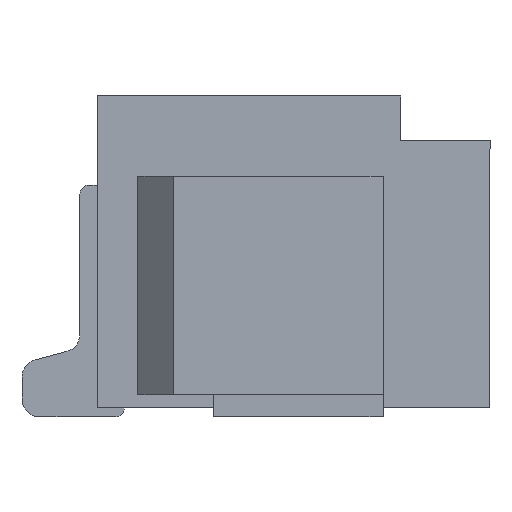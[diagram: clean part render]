
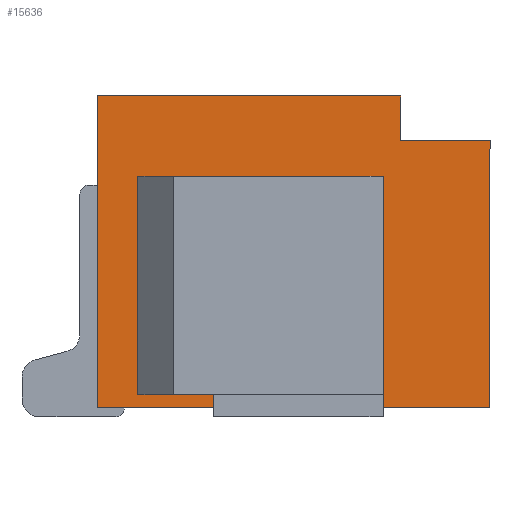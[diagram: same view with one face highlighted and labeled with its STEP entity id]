
A CAD part, left-side view. The second image highlights one B-rep face of the part: STEP entity #15636.
In plain terms, the highlighted planar face has unit normal (-1, 0, 0).
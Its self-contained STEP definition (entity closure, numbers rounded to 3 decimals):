
#35 = VERTEX_POINT ( 'NONE', #17313 ) ;
#96 = EDGE_CURVE ( 'NONE', #35, #14766, #11152, .T. ) ;
#217 = VECTOR ( 'NONE', #14290, 1000. ) ;
#415 = CARTESIAN_POINT ( 'NONE',  ( -2.25, 0., 0.85 ) ) ;
#844 = EDGE_CURVE ( 'NONE', #1088, #6320, #5832, .T. ) ;
#1042 = CARTESIAN_POINT ( 'NONE',  ( -2.25, -3.2, -1.75 ) ) ;
#1088 = VERTEX_POINT ( 'NONE', #8371 ) ;
#1159 = VERTEX_POINT ( 'NONE', #7624 ) ;
#1397 = ORIENTED_EDGE ( 'NONE', *, *, #10921, .F. ) ;
#1779 = DIRECTION ( 'NONE',  ( 0., -1., 0. ) ) ;
#2009 = ORIENTED_EDGE ( 'NONE', *, *, #5819, .F. ) ;
#2309 = VECTOR ( 'NONE', #11327, 1000. ) ;
#2406 = DIRECTION ( 'NONE',  ( 0., 0., -1. ) ) ;
#2842 = LINE ( 'NONE', #6628, #9654 ) ;
#3540 = CARTESIAN_POINT ( 'NONE',  ( -2.25, -3.4, 1.75 ) ) ;
#4763 = FACE_OUTER_BOUND ( 'NONE', #17534, .T. ) ;
#4820 = CARTESIAN_POINT ( 'NONE',  ( -2.25, -3.2, 1.75 ) ) ;
#4865 = CARTESIAN_POINT ( 'NONE',  ( -2.25, -3.4, 1.75 ) ) ;
#4912 = LINE ( 'NONE', #16605, #8522 ) ;
#4919 = DIRECTION ( 'NONE',  ( 0., 0., -1. ) ) ;
#5089 = LINE ( 'NONE', #6559, #12302 ) ;
#5227 = VERTEX_POINT ( 'NONE', #11934 ) ;
#5239 = CARTESIAN_POINT ( 'NONE',  ( -2.25, 0., -1.75 ) ) ;
#5302 = DIRECTION ( 'NONE',  ( 0., 0., -1. ) ) ;
#5819 = EDGE_CURVE ( 'NONE', #13282, #5227, #9146, .T. ) ;
#5832 = LINE ( 'NONE', #15095, #16247 ) ;
#5842 = VERTEX_POINT ( 'NONE', #4865 ) ;
#6320 = VERTEX_POINT ( 'NONE', #9832 ) ;
#6559 = CARTESIAN_POINT ( 'NONE',  ( -2.25, 0., -1.6 ) ) ;
#6628 = CARTESIAN_POINT ( 'NONE',  ( -2.25, -0.45, -1.6 ) ) ;
#7005 = LINE ( 'NONE', #415, #14264 ) ;
#7146 = ORIENTED_EDGE ( 'NONE', *, *, #16545, .F. ) ;
#7564 = VECTOR ( 'NONE', #5302, 1000. ) ;
#7624 = CARTESIAN_POINT ( 'NONE',  ( -2.25, -0.45, 0.85 ) ) ;
#7681 = ORIENTED_EDGE ( 'NONE', *, *, #12361, .F. ) ;
#7926 = DIRECTION ( 'NONE',  ( 0., 0., -1. ) ) ;
#8094 = CARTESIAN_POINT ( 'NONE',  ( -2.25, -3.2, -1.75 ) ) ;
#8195 = AXIS2_PLACEMENT_3D ( 'NONE', #1042, #10565, #2406 ) ;
#8209 = ORIENTED_EDGE ( 'NONE', *, *, #17167, .T. ) ;
#8367 = FACE_BOUND ( 'NONE', #12575, .T. ) ;
#8371 = CARTESIAN_POINT ( 'NONE',  ( -2.25, -4.4, 1.25 ) ) ;
#8435 = DIRECTION ( 'NONE',  ( 0., -1., 0. ) ) ;
#8522 = VECTOR ( 'NONE', #8435, 1000. ) ;
#8823 = EDGE_CURVE ( 'NONE', #14766, #6320, #11833, .T. ) ;
#9065 = VERTEX_POINT ( 'NONE', #17232 ) ;
#9146 = LINE ( 'NONE', #15387, #2309 ) ;
#9311 = ORIENTED_EDGE ( 'NONE', *, *, #11378, .F. ) ;
#9654 = VECTOR ( 'NONE', #7926, 1000. ) ;
#9832 = CARTESIAN_POINT ( 'NONE',  ( -2.25, -4.4, -1.75 ) ) ;
#10511 = PLANE ( 'NONE',  #8195 ) ;
#10565 = DIRECTION ( 'NONE',  ( -1., 0., 0. ) ) ;
#10582 = ORIENTED_EDGE ( 'NONE', *, *, #844, .F. ) ;
#10663 = LINE ( 'NONE', #4820, #217 ) ;
#10820 = DIRECTION ( 'NONE',  ( 0., -1., 0. ) ) ;
#10921 = EDGE_CURVE ( 'NONE', #5842, #17630, #13138, .T. ) ;
#11152 = LINE ( 'NONE', #5239, #7564 ) ;
#11327 = DIRECTION ( 'NONE',  ( 0., 0., 1. ) ) ;
#11378 = EDGE_CURVE ( 'NONE', #1159, #9065, #2842, .T. ) ;
#11833 = LINE ( 'NONE', #8094, #15021 ) ;
#11934 = CARTESIAN_POINT ( 'NONE',  ( -2.25, -1.3, 0.85 ) ) ;
#12258 = CARTESIAN_POINT ( 'NONE',  ( -2.25, -3.4, 1.25 ) ) ;
#12302 = VECTOR ( 'NONE', #16066, 1000. ) ;
#12361 = EDGE_CURVE ( 'NONE', #35, #5842, #10663, .T. ) ;
#12575 = EDGE_LOOP ( 'NONE', ( #9311, #8209, #2009, #14826 ) ) ;
#13138 = LINE ( 'NONE', #3540, #16322 ) ;
#13282 = VERTEX_POINT ( 'NONE', #14540 ) ;
#13360 = EDGE_CURVE ( 'NONE', #9065, #13282, #5089, .T. ) ;
#14264 = VECTOR ( 'NONE', #1779, 1000. ) ;
#14290 = DIRECTION ( 'NONE',  ( 0., -1., 0. ) ) ;
#14450 = ORIENTED_EDGE ( 'NONE', *, *, #96, .T. ) ;
#14540 = CARTESIAN_POINT ( 'NONE',  ( -2.25, -1.3, -1.6 ) ) ;
#14766 = VERTEX_POINT ( 'NONE', #16962 ) ;
#14826 = ORIENTED_EDGE ( 'NONE', *, *, #13360, .F. ) ;
#15021 = VECTOR ( 'NONE', #10820, 1000. ) ;
#15095 = CARTESIAN_POINT ( 'NONE',  ( -2.25, -4.4, -1.75 ) ) ;
#15387 = CARTESIAN_POINT ( 'NONE',  ( -2.25, -1.3, -1.6 ) ) ;
#15636 = ADVANCED_FACE ( 'NONE', ( #4763, #8367 ), #10511, .T. ) ;
#15829 = DIRECTION ( 'NONE',  ( 0., 0., -1. ) ) ;
#16040 = ORIENTED_EDGE ( 'NONE', *, *, #8823, .T. ) ;
#16066 = DIRECTION ( 'NONE',  ( 0., -1., 0. ) ) ;
#16247 = VECTOR ( 'NONE', #15829, 1000. ) ;
#16322 = VECTOR ( 'NONE', #4919, 1000. ) ;
#16545 = EDGE_CURVE ( 'NONE', #17630, #1088, #4912, .T. ) ;
#16605 = CARTESIAN_POINT ( 'NONE',  ( -2.25, -3.2, 1.25 ) ) ;
#16962 = CARTESIAN_POINT ( 'NONE',  ( -2.25, 0., -1.75 ) ) ;
#17167 = EDGE_CURVE ( 'NONE', #1159, #5227, #7005, .T. ) ;
#17232 = CARTESIAN_POINT ( 'NONE',  ( -2.25, -0.45, -1.6 ) ) ;
#17313 = CARTESIAN_POINT ( 'NONE',  ( -2.25, 0., 1.75 ) ) ;
#17534 = EDGE_LOOP ( 'NONE', ( #7146, #1397, #7681, #14450, #16040, #10582 ) ) ;
#17630 = VERTEX_POINT ( 'NONE', #12258 ) ;
